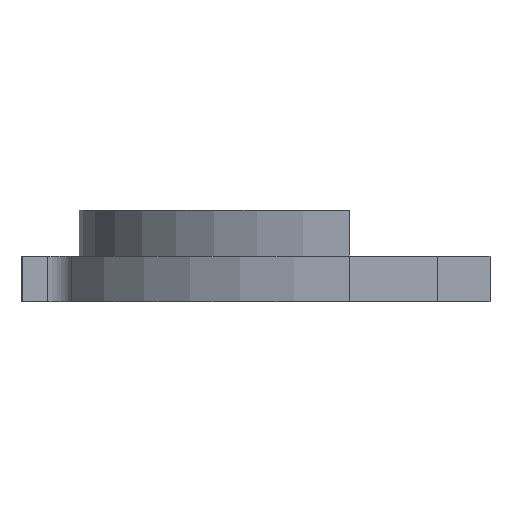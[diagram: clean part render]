
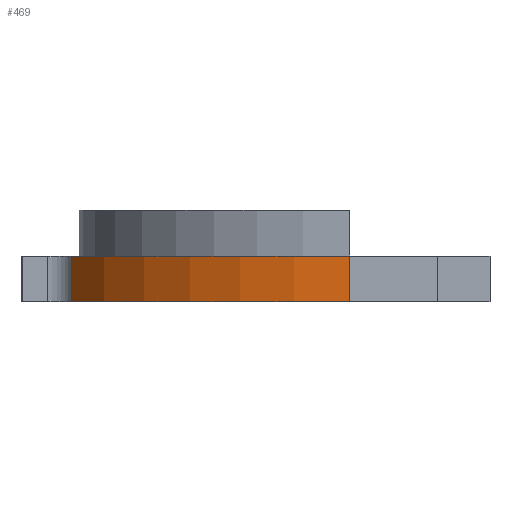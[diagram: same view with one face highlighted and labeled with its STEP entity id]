
A CAD part, front view. The second image highlights one B-rep face of the part: STEP entity #469.
In plain terms, the highlighted cylindrical face has radius 71.5 mm (diameter 143 mm), a partial arc.
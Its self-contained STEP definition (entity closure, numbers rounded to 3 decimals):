
#70 = VERTEX_POINT ( 'NONE', #1058 ) ;
#152 = LINE ( 'NONE', #308, #998 ) ;
#176 = AXIS2_PLACEMENT_3D ( 'NONE', #1581, #1010, #745 ) ;
#282 = VERTEX_POINT ( 'NONE', #828 ) ;
#285 = VECTOR ( 'NONE', #1168, 1000. ) ;
#308 = CARTESIAN_POINT ( 'NONE',  ( -59.826, -103.348, -10. ) ) ;
#330 = ORIENTED_EDGE ( 'NONE', *, *, #1340, .T. ) ;
#387 = CYLINDRICAL_SURFACE ( 'NONE', #1077, 71.5 ) ;
#464 = EDGE_CURVE ( 'NONE', #70, #1297, #628, .T. ) ;
#469 = ADVANCED_FACE ( 'NONE', ( #877 ), #387, .T. ) ;
#503 = EDGE_CURVE ( 'NONE', #70, #556, #152, .T. ) ;
#556 = VERTEX_POINT ( 'NONE', #659 ) ;
#565 = CARTESIAN_POINT ( 'NONE',  ( 1.448, -66.5, -10. ) ) ;
#611 = AXIS2_PLACEMENT_3D ( 'NONE', #565, #917, #1184 ) ;
#624 = CARTESIAN_POINT ( 'NONE',  ( 1.448, -66.5, -10. ) ) ;
#628 = CIRCLE ( 'NONE', #176, 71.5 ) ;
#659 = CARTESIAN_POINT ( 'NONE',  ( -59.826, -103.348, -10. ) ) ;
#745 = DIRECTION ( 'NONE',  ( -1., 0., 0. ) ) ;
#828 = CARTESIAN_POINT ( 'NONE',  ( 1.448, -138., -10. ) ) ;
#877 = FACE_OUTER_BOUND ( 'NONE', #947, .T. ) ;
#904 = CIRCLE ( 'NONE', #611, 71.5 ) ;
#917 = DIRECTION ( 'NONE',  ( 0., 0., 1. ) ) ;
#947 = EDGE_LOOP ( 'NONE', ( #1498, #1353, #1086, #330 ) ) ;
#998 = VECTOR ( 'NONE', #1276, 1000. ) ;
#1010 = DIRECTION ( 'NONE',  ( 0., 0., 1. ) ) ;
#1054 = LINE ( 'NONE', #1536, #285 ) ;
#1058 = CARTESIAN_POINT ( 'NONE',  ( -59.826, -103.348, 0. ) ) ;
#1077 = AXIS2_PLACEMENT_3D ( 'NONE', #624, #1252, #1467 ) ;
#1086 = ORIENTED_EDGE ( 'NONE', *, *, #1348, .T. ) ;
#1168 = DIRECTION ( 'NONE',  ( 0., 0., 1. ) ) ;
#1184 = DIRECTION ( 'NONE',  ( -1., 0., 0. ) ) ;
#1252 = DIRECTION ( 'NONE',  ( 0., 0., 1. ) ) ;
#1276 = DIRECTION ( 'NONE',  ( 0., 0., -1. ) ) ;
#1297 = VERTEX_POINT ( 'NONE', #1494 ) ;
#1340 = EDGE_CURVE ( 'NONE', #282, #1297, #1054, .T. ) ;
#1348 = EDGE_CURVE ( 'NONE', #556, #282, #904, .T. ) ;
#1353 = ORIENTED_EDGE ( 'NONE', *, *, #503, .T. ) ;
#1467 = DIRECTION ( 'NONE',  ( 1., 0., 0. ) ) ;
#1494 = CARTESIAN_POINT ( 'NONE',  ( 1.448, -138., 0. ) ) ;
#1498 = ORIENTED_EDGE ( 'NONE', *, *, #464, .F. ) ;
#1536 = CARTESIAN_POINT ( 'NONE',  ( 1.448, -138., -10. ) ) ;
#1581 = CARTESIAN_POINT ( 'NONE',  ( 1.448, -66.5, 0. ) ) ;
